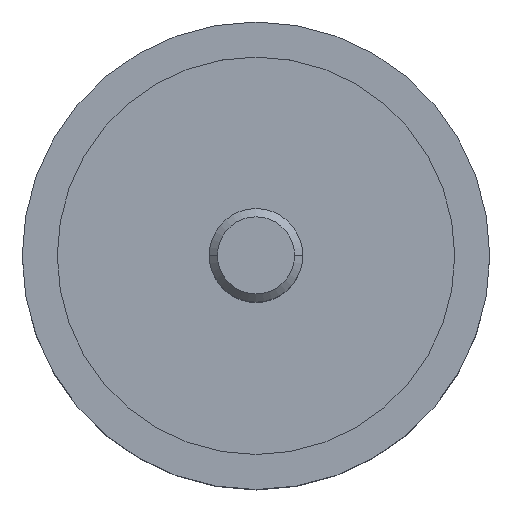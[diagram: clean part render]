
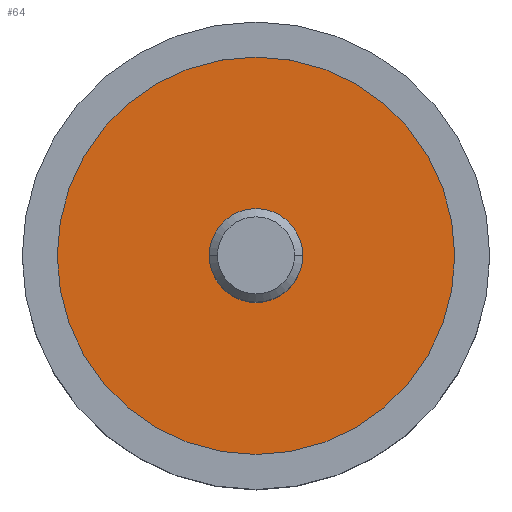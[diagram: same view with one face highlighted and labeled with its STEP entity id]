
A CAD part, top view. The second image highlights one B-rep face of the part: STEP entity #64.
In plain terms, the highlighted planar face has unit normal (0, 0, 1).
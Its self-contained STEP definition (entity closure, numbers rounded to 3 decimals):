
#27 = ORIENTED_EDGE ( 'NONE', *, *, #442, .T. ) ;
#30 = DIRECTION ( 'NONE',  ( 0., -1., 0. ) ) ;
#39 = EDGE_CURVE ( 'NONE', #214, #191, #55, .T. ) ;
#55 = CIRCLE ( 'NONE', #262, 4. ) ;
#64 = ADVANCED_FACE ( 'NONE', ( #220, #348 ), #405, .T. ) ;
#81 = CARTESIAN_POINT ( 'NONE',  ( 0., 0., 2.15 ) ) ;
#88 = EDGE_LOOP ( 'NONE', ( #27, #404 ) ) ;
#89 = AXIS2_PLACEMENT_3D ( 'NONE', #161, #413, #197 ) ;
#107 = DIRECTION ( 'NONE',  ( 0., -1., 0. ) ) ;
#120 = CARTESIAN_POINT ( 'NONE',  ( 0., 0., 2.15 ) ) ;
#129 = CARTESIAN_POINT ( 'NONE',  ( 0., 4., 2.15 ) ) ;
#161 = CARTESIAN_POINT ( 'NONE',  ( 0., 0., 2.15 ) ) ;
#162 = EDGE_LOOP ( 'NONE', ( #236, #354 ) ) ;
#175 = DIRECTION ( 'NONE',  ( 0., 0., -1. ) ) ;
#176 = EDGE_CURVE ( 'NONE', #264, #365, #337, .T. ) ;
#189 = CARTESIAN_POINT ( 'NONE',  ( 0., 0., 2.15 ) ) ;
#191 = VERTEX_POINT ( 'NONE', #129 ) ;
#197 = DIRECTION ( 'NONE',  ( 0., 1., 0. ) ) ;
#198 = DIRECTION ( 'NONE',  ( 0., 0., 1. ) ) ;
#214 = VERTEX_POINT ( 'NONE', #379 ) ;
#220 = FACE_BOUND ( 'NONE', #162, .T. ) ;
#231 = AXIS2_PLACEMENT_3D ( 'NONE', #189, #198, #30 ) ;
#236 = ORIENTED_EDGE ( 'NONE', *, *, #39, .T. ) ;
#237 = CARTESIAN_POINT ( 'NONE',  ( 0., -17., 2.15 ) ) ;
#262 = AXIS2_PLACEMENT_3D ( 'NONE', #120, #369, #336 ) ;
#264 = VERTEX_POINT ( 'NONE', #237 ) ;
#270 = AXIS2_PLACEMENT_3D ( 'NONE', #322, #175, #107 ) ;
#293 = DIRECTION ( 'NONE',  ( 0., 0., 1. ) ) ;
#322 = CARTESIAN_POINT ( 'NONE',  ( 0., 0., 2.15 ) ) ;
#329 = DIRECTION ( 'NONE',  ( 0., 1., 0. ) ) ;
#330 = EDGE_CURVE ( 'NONE', #191, #214, #373, .T. ) ;
#336 = DIRECTION ( 'NONE',  ( 0., -1., 0. ) ) ;
#337 = CIRCLE ( 'NONE', #89, 17. ) ;
#348 = FACE_OUTER_BOUND ( 'NONE', #88, .T. ) ;
#354 = ORIENTED_EDGE ( 'NONE', *, *, #330, .T. ) ;
#365 = VERTEX_POINT ( 'NONE', #390 ) ;
#369 = DIRECTION ( 'NONE',  ( 0., 0., -1. ) ) ;
#373 = CIRCLE ( 'NONE', #270, 4. ) ;
#379 = CARTESIAN_POINT ( 'NONE',  ( 0., -4., 2.15 ) ) ;
#390 = CARTESIAN_POINT ( 'NONE',  ( 0., 17., 2.15 ) ) ;
#404 = ORIENTED_EDGE ( 'NONE', *, *, #176, .T. ) ;
#405 = PLANE ( 'NONE',  #231 ) ;
#413 = DIRECTION ( 'NONE',  ( 0., 0., 1. ) ) ;
#418 = CIRCLE ( 'NONE', #438, 17. ) ;
#438 = AXIS2_PLACEMENT_3D ( 'NONE', #81, #293, #329 ) ;
#442 = EDGE_CURVE ( 'NONE', #365, #264, #418, .T. ) ;
